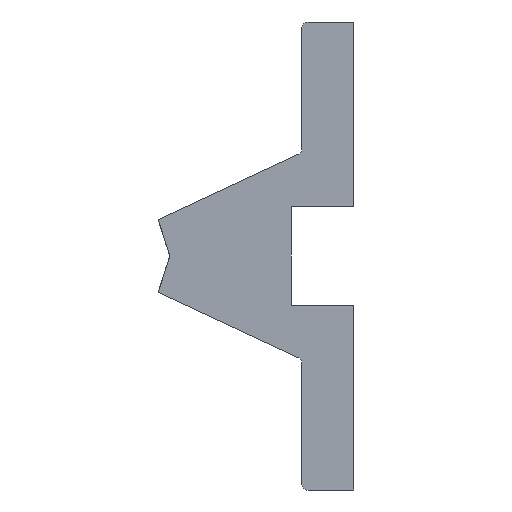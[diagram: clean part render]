
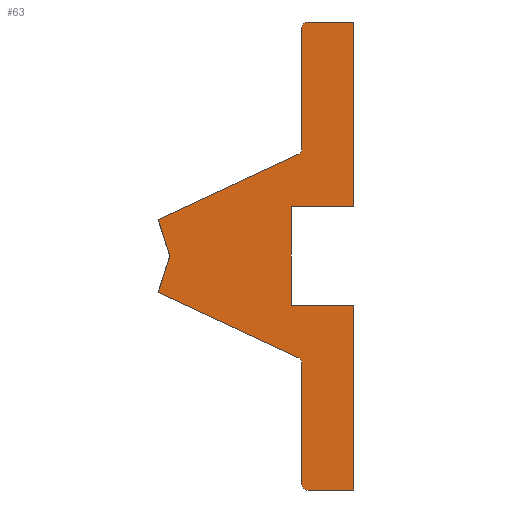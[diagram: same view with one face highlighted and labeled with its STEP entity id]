
A CAD part, left-side view. The second image highlights one B-rep face of the part: STEP entity #63.
In plain terms, the highlighted planar face has unit normal (-1, 0, 0).
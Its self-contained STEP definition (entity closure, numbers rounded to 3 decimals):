
#63 = ADVANCED_FACE( '', ( #156 ), #157, .F. );
#156 = FACE_OUTER_BOUND( '', #322, .T. );
#157 = PLANE( '', #323 );
#322 = EDGE_LOOP( '', ( #484, #485, #486, #487, #488, #489, #490, #491, #492, #493, #494, #495, #496, #497, #498, #499, #500 ) );
#323 = AXIS2_PLACEMENT_3D( '', #501, #502, #503 );
#484 = ORIENTED_EDGE( '', *, *, #827, .F. );
#485 = ORIENTED_EDGE( '', *, *, #828, .F. );
#486 = ORIENTED_EDGE( '', *, *, #829, .F. );
#487 = ORIENTED_EDGE( '', *, *, #830, .T. );
#488 = ORIENTED_EDGE( '', *, *, #831, .F. );
#489 = ORIENTED_EDGE( '', *, *, #832, .F. );
#490 = ORIENTED_EDGE( '', *, *, #833, .F. );
#491 = ORIENTED_EDGE( '', *, *, #834, .F. );
#492 = ORIENTED_EDGE( '', *, *, #835, .T. );
#493 = ORIENTED_EDGE( '', *, *, #836, .F. );
#494 = ORIENTED_EDGE( '', *, *, #837, .F. );
#495 = ORIENTED_EDGE( '', *, *, #838, .F. );
#496 = ORIENTED_EDGE( '', *, *, #839, .F. );
#497 = ORIENTED_EDGE( '', *, *, #840, .F. );
#498 = ORIENTED_EDGE( '', *, *, #841, .F. );
#499 = ORIENTED_EDGE( '', *, *, #842, .F. );
#500 = ORIENTED_EDGE( '', *, *, #843, .F. );
#501 = CARTESIAN_POINT( '', ( 0., 4.5, -22. ) );
#502 = DIRECTION( '', ( 1., 0., 0. ) );
#503 = DIRECTION( '', ( 0., 0., -1. ) );
#827 = EDGE_CURVE( '', #965, #966, #967, .T. );
#828 = EDGE_CURVE( '', #968, #965, #969, .T. );
#829 = EDGE_CURVE( '', #970, #968, #971, .T. );
#830 = EDGE_CURVE( '', #970, #972, #973, .T. );
#831 = EDGE_CURVE( '', #974, #972, #975, .T. );
#832 = EDGE_CURVE( '', #976, #974, #977, .T. );
#833 = EDGE_CURVE( '', #978, #976, #979, .T. );
#834 = EDGE_CURVE( '', #980, #978, #981, .T. );
#835 = EDGE_CURVE( '', #980, #982, #983, .T. );
#836 = EDGE_CURVE( '', #984, #982, #985, .T. );
#837 = EDGE_CURVE( '', #986, #984, #987, .T. );
#838 = EDGE_CURVE( '', #988, #986, #989, .T. );
#839 = EDGE_CURVE( '', #990, #988, #991, .T. );
#840 = EDGE_CURVE( '', #992, #990, #993, .T. );
#841 = EDGE_CURVE( '', #994, #992, #995, .T. );
#842 = EDGE_CURVE( '', #996, #994, #997, .T. );
#843 = EDGE_CURVE( '', #966, #996, #998, .T. );
#965 = VERTEX_POINT( '', #1177 );
#966 = VERTEX_POINT( '', #1178 );
#967 = LINE( '', #1179, #1180 );
#968 = VERTEX_POINT( '', #1181 );
#969 = CIRCLE( '', #1182, 0.5 );
#970 = VERTEX_POINT( '', #1183 );
#971 = LINE( '', #1184, #1185 );
#972 = VERTEX_POINT( '', #1186 );
#973 = CIRCLE( '', #1187, 0.5 );
#974 = VERTEX_POINT( '', #1188 );
#975 = LINE( '', #1189, #1190 );
#976 = VERTEX_POINT( '', #1191 );
#977 = LINE( '', #1192, #1193 );
#978 = VERTEX_POINT( '', #1194 );
#979 = LINE( '', #1195, #1196 );
#980 = VERTEX_POINT( '', #1197 );
#981 = LINE( '', #1198, #1199 );
#982 = VERTEX_POINT( '', #1200 );
#983 = CIRCLE( '', #1201, 0.5 );
#984 = VERTEX_POINT( '', #1202 );
#985 = LINE( '', #1203, #1204 );
#986 = VERTEX_POINT( '', #1205 );
#987 = CIRCLE( '', #1206, 0.5 );
#988 = VERTEX_POINT( '', #1207 );
#989 = LINE( '', #1208, #1209 );
#990 = VERTEX_POINT( '', #1210 );
#991 = LINE( '', #1211, #1212 );
#992 = VERTEX_POINT( '', #1213 );
#993 = LINE( '', #1214, #1215 );
#994 = VERTEX_POINT( '', #1216 );
#995 = LINE( '', #1217, #1218 );
#996 = VERTEX_POINT( '', #1219 );
#997 = LINE( '', #1220, #1221 );
#998 = LINE( '', #1222, #1223 );
#1177 = CARTESIAN_POINT( '', ( 0., 4.5, 22.5 ) );
#1178 = CARTESIAN_POINT( '', ( 0., 0., 22.5 ) );
#1179 = CARTESIAN_POINT( '', ( 0., 4.5, 22.5 ) );
#1180 = VECTOR( '', #1438, 1000. );
#1181 = CARTESIAN_POINT( '', ( 0., 5., 22. ) );
#1182 = AXIS2_PLACEMENT_3D( '', #1439, #1440, #1441 );
#1183 = CARTESIAN_POINT( '', ( 0., 5., 10.256 ) );
#1184 = CARTESIAN_POINT( '', ( 0., 5., 10.256 ) );
#1185 = VECTOR( '', #1442, 1000. );
#1186 = CARTESIAN_POINT( '', ( 0., 5.289, 9.803 ) );
#1187 = AXIS2_PLACEMENT_3D( '', #1443, #1444, #1445 );
#1188 = CARTESIAN_POINT( '', ( 0., 18.806, 3.5 ) );
#1189 = CARTESIAN_POINT( '', ( 0., 18.806, 3.5 ) );
#1190 = VECTOR( '', #1446, 1000. );
#1191 = CARTESIAN_POINT( '', ( 0., 17.703, 0. ) );
#1192 = CARTESIAN_POINT( '', ( 0., 17.703, 0. ) );
#1193 = VECTOR( '', #1447, 1000. );
#1194 = CARTESIAN_POINT( '', ( 0., 18.806, -3.5 ) );
#1195 = CARTESIAN_POINT( '', ( 0., 18.806, -3.5 ) );
#1196 = VECTOR( '', #1448, 1000. );
#1197 = CARTESIAN_POINT( '', ( 0., 5.289, -9.803 ) );
#1198 = CARTESIAN_POINT( '', ( 0., 5.289, -9.803 ) );
#1199 = VECTOR( '', #1449, 1000. );
#1200 = CARTESIAN_POINT( '', ( 0., 5., -10.256 ) );
#1201 = AXIS2_PLACEMENT_3D( '', #1450, #1451, #1452 );
#1202 = CARTESIAN_POINT( '', ( 0., 5., -22. ) );
#1203 = CARTESIAN_POINT( '', ( 0., 5., -22. ) );
#1204 = VECTOR( '', #1453, 1000. );
#1205 = CARTESIAN_POINT( '', ( 0., 4.5, -22.5 ) );
#1206 = AXIS2_PLACEMENT_3D( '', #1454, #1455, #1456 );
#1207 = CARTESIAN_POINT( '', ( 0., 0., -22.5 ) );
#1208 = CARTESIAN_POINT( '', ( 0., 0., -22.5 ) );
#1209 = VECTOR( '', #1457, 1000. );
#1210 = CARTESIAN_POINT( '', ( 0., 0., -4.75 ) );
#1211 = CARTESIAN_POINT( '', ( 0., 0., -4.75 ) );
#1212 = VECTOR( '', #1458, 1000. );
#1213 = CARTESIAN_POINT( '', ( 0., 6., -4.75 ) );
#1214 = CARTESIAN_POINT( '', ( 0., 6., -4.75 ) );
#1215 = VECTOR( '', #1459, 1000. );
#1216 = CARTESIAN_POINT( '', ( 0., 6., 4.75 ) );
#1217 = CARTESIAN_POINT( '', ( 0., 6., 4.75 ) );
#1218 = VECTOR( '', #1460, 1000. );
#1219 = CARTESIAN_POINT( '', ( 0., 0., 4.75 ) );
#1220 = CARTESIAN_POINT( '', ( 0., 0., 4.75 ) );
#1221 = VECTOR( '', #1461, 1000. );
#1222 = CARTESIAN_POINT( '', ( 0., 0., 22.5 ) );
#1223 = VECTOR( '', #1462, 1000. );
#1438 = DIRECTION( '', ( 0., -1., 0. ) );
#1439 = CARTESIAN_POINT( '', ( 0., 4.5, 22. ) );
#1440 = DIRECTION( '', ( 1., 0., 0. ) );
#1441 = DIRECTION( '', ( 0., 0., -1. ) );
#1442 = DIRECTION( '', ( 0., 0., 1. ) );
#1443 = CARTESIAN_POINT( '', ( 0., 5.5, 10.256 ) );
#1444 = DIRECTION( '', ( 1., 0., 0. ) );
#1445 = DIRECTION( '', ( 0., 0., -1. ) );
#1446 = DIRECTION( '', ( 0., -0.906, 0.423 ) );
#1447 = DIRECTION( '', ( 0., 0.301, 0.954 ) );
#1448 = DIRECTION( '', ( 0., -0.301, 0.954 ) );
#1449 = DIRECTION( '', ( 0., 0.906, 0.423 ) );
#1450 = CARTESIAN_POINT( '', ( 0., 5.5, -10.256 ) );
#1451 = DIRECTION( '', ( 1., 0., 0. ) );
#1452 = DIRECTION( '', ( 0., 0., -1. ) );
#1453 = DIRECTION( '', ( 0., 0., 1. ) );
#1454 = CARTESIAN_POINT( '', ( 0., 4.5, -22. ) );
#1455 = DIRECTION( '', ( 1., 0., 0. ) );
#1456 = DIRECTION( '', ( 0., 0., -1. ) );
#1457 = DIRECTION( '', ( 0., 1., 0. ) );
#1458 = DIRECTION( '', ( 0., 0., -1. ) );
#1459 = DIRECTION( '', ( 0., -1., 0. ) );
#1460 = DIRECTION( '', ( 0., 0., -1. ) );
#1461 = DIRECTION( '', ( 0., 1., 0. ) );
#1462 = DIRECTION( '', ( 0., 0., -1. ) );
